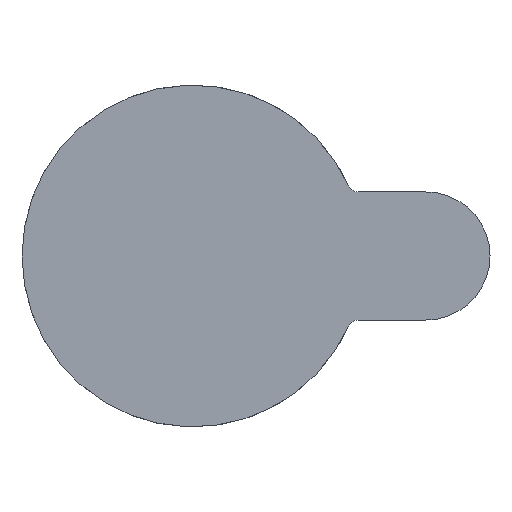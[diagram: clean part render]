
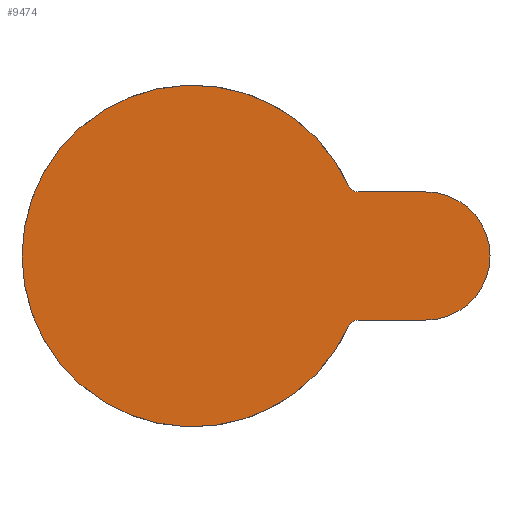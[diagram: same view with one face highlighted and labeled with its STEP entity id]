
A CAD part, top view. The second image highlights one B-rep face of the part: STEP entity #9474.
In plain terms, the highlighted planar face has unit normal (0, 0, 1).
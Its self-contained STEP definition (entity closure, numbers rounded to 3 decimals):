
#158 = CARTESIAN_POINT ( 'NONE',  ( 57.77, 50.036, 0.15 ) ) ;
#174 = DIRECTION ( 'NONE',  ( -1., 0., 0. ) ) ;
#1152 = PLANE ( 'NONE',  #19480 ) ;
#1462 = DIRECTION ( 'NONE',  ( -1., 0., 0. ) ) ;
#2498 = EDGE_CURVE ( 'NONE', #17338, #25154, #3435, .T. ) ;
#2557 = CARTESIAN_POINT ( 'NONE',  ( 57.77, 49.536, 0.15 ) ) ;
#2748 = DIRECTION ( 'NONE',  ( 0., 0., 1. ) ) ;
#3435 = CIRCLE ( 'NONE', #10235, 8. ) ;
#7058 = VECTOR ( 'NONE', #12738, 1000. ) ;
#7599 = ORIENTED_EDGE ( 'NONE', *, *, #21201, .F. ) ;
#7829 = CARTESIAN_POINT ( 'NONE',  ( 60.94, 56.036, 0.15 ) ) ;
#8299 = LINE ( 'NONE', #12898, #7058 ) ;
#8364 = AXIS2_PLACEMENT_3D ( 'NONE', #19671, #15161, #24331 ) ;
#8614 = ORIENTED_EDGE ( 'NONE', *, *, #2498, .F. ) ;
#9474 = ADVANCED_FACE ( 'NONE', ( #25623 ), #1152, .F. ) ;
#10235 = AXIS2_PLACEMENT_3D ( 'NONE', #23147, #29799, #27502 ) ;
#10263 = ORIENTED_EDGE ( 'NONE', *, *, #20099, .F. ) ;
#10781 = DIRECTION ( 'NONE',  ( -1., 0., 0. ) ) ;
#11642 = CARTESIAN_POINT ( 'NONE',  ( 57.77, 49.536, 0.15 ) ) ;
#12469 = EDGE_CURVE ( 'NONE', #13119, #12802, #15153, .T. ) ;
#12738 = DIRECTION ( 'NONE',  ( -1., 0., 0. ) ) ;
#12742 = DIRECTION ( 'NONE',  ( 1., 0., 0. ) ) ;
#12802 = VERTEX_POINT ( 'NONE', #7829 ) ;
#12898 = CARTESIAN_POINT ( 'NONE',  ( 60.94, 50.036, 0.15 ) ) ;
#13119 = VERTEX_POINT ( 'NONE', #15847 ) ;
#13728 = CARTESIAN_POINT ( 'NONE',  ( 57.314, 56.331, 0.15 ) ) ;
#14850 = CIRCLE ( 'NONE', #23951, 0.5 ) ;
#15153 = LINE ( 'NONE', #28268, #28783 ) ;
#15161 = DIRECTION ( 'NONE',  ( 0., 0., 1. ) ) ;
#15825 = EDGE_CURVE ( 'NONE', #19018, #12802, #18517, .T. ) ;
#15847 = CARTESIAN_POINT ( 'NONE',  ( 57.77, 56.036, 0.15 ) ) ;
#16293 = ORIENTED_EDGE ( 'NONE', *, *, #15825, .T. ) ;
#16887 = CARTESIAN_POINT ( 'NONE',  ( 57.77, 56.536, 0.15 ) ) ;
#17338 = VERTEX_POINT ( 'NONE', #24794 ) ;
#18517 = CIRCLE ( 'NONE', #8364, 3. ) ;
#19018 = VERTEX_POINT ( 'NONE', #26230 ) ;
#19480 = AXIS2_PLACEMENT_3D ( 'NONE', #2557, #26473, #10781 ) ;
#19534 = CIRCLE ( 'NONE', #20513, 0.5 ) ;
#19671 = CARTESIAN_POINT ( 'NONE',  ( 60.94, 53.036, 0.15 ) ) ;
#20099 = EDGE_CURVE ( 'NONE', #25154, #13119, #19534, .T. ) ;
#20513 = AXIS2_PLACEMENT_3D ( 'NONE', #16887, #23787, #1462 ) ;
#21201 = EDGE_CURVE ( 'NONE', #19018, #22898, #8299, .T. ) ;
#22898 = VERTEX_POINT ( 'NONE', #158 ) ;
#23059 = ORIENTED_EDGE ( 'NONE', *, *, #29680, .F. ) ;
#23147 = CARTESIAN_POINT ( 'NONE',  ( 50.024, 53.036, 0.15 ) ) ;
#23787 = DIRECTION ( 'NONE',  ( 0., 0., 1. ) ) ;
#23951 = AXIS2_PLACEMENT_3D ( 'NONE', #11642, #2748, #174 ) ;
#24062 = EDGE_LOOP ( 'NONE', ( #23059, #7599, #16293, #28319, #10263, #8614 ) ) ;
#24331 = DIRECTION ( 'NONE',  ( -1., 0., 0. ) ) ;
#24794 = CARTESIAN_POINT ( 'NONE',  ( 57.314, 49.742, 0.15 ) ) ;
#25154 = VERTEX_POINT ( 'NONE', #13728 ) ;
#25623 = FACE_OUTER_BOUND ( 'NONE', #24062, .T. ) ;
#26230 = CARTESIAN_POINT ( 'NONE',  ( 60.94, 50.036, 0.15 ) ) ;
#26473 = DIRECTION ( 'NONE',  ( 0., 0., -1. ) ) ;
#27502 = DIRECTION ( 'NONE',  ( -1., 0., 0. ) ) ;
#28268 = CARTESIAN_POINT ( 'NONE',  ( 57.77, 56.036, 0.15 ) ) ;
#28319 = ORIENTED_EDGE ( 'NONE', *, *, #12469, .F. ) ;
#28783 = VECTOR ( 'NONE', #12742, 1000. ) ;
#29680 = EDGE_CURVE ( 'NONE', #22898, #17338, #14850, .T. ) ;
#29799 = DIRECTION ( 'NONE',  ( 0., 0., -1. ) ) ;
